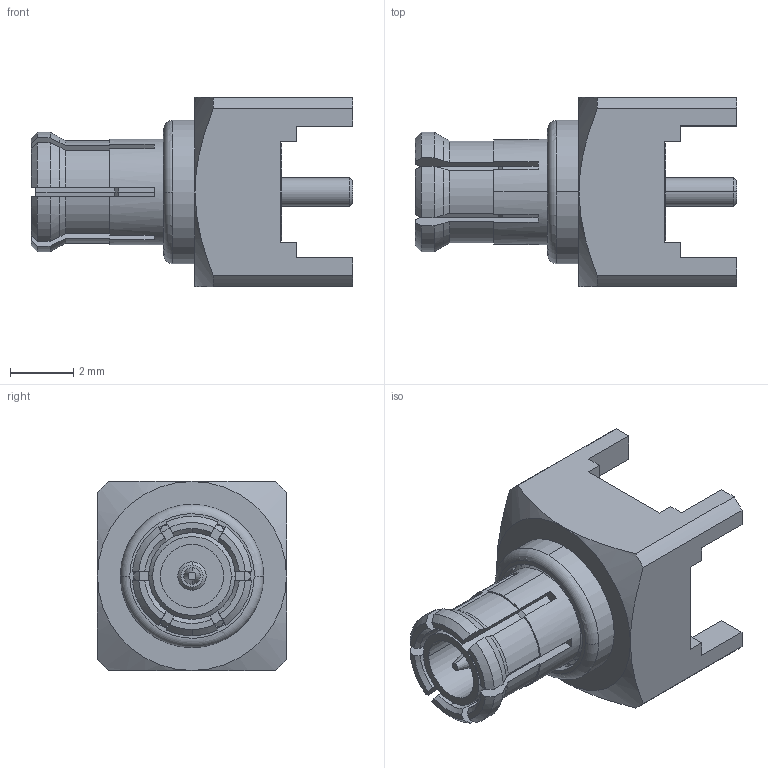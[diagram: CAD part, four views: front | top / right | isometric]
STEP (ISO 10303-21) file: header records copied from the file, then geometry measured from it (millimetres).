
FILE_DESCRIPTION (( 'STEP AP203' ), '1' );
FILE_NAME ('RSP-199156-01.STEP', '2017-05-02T17:46:07', ( 'samtec' ), ( '' ), 'SwSTEP 2.0', 'SolidWorks 2015', '' );
FILE_SCHEMA (( 'CONFIG_CONTROL_DESIGN' ));
Length unit declared in the file: inch
Products named in the file (1): RSP-199156-01
Bounding box: 10.21 x 6 x 6 mm (x, y, z)
Volume: 143.3 mm3; surface area: 470.9 mm2
Topology: 4 solids, 4 shells, 218 faces, 584 edges, 380 vertices
Faces by surface type: plane 120, cylinder 50, cone 46, torus 2
Entity records: 7286 total; most frequent: CARTESIAN_POINT 1912, ORIENTED_EDGE 1168, DIRECTION 1026, EDGE_CURVE 584, VERTEX_POINT 380, AXIS2_PLACEMENT_3D 379, VECTOR 268, LINE 268
